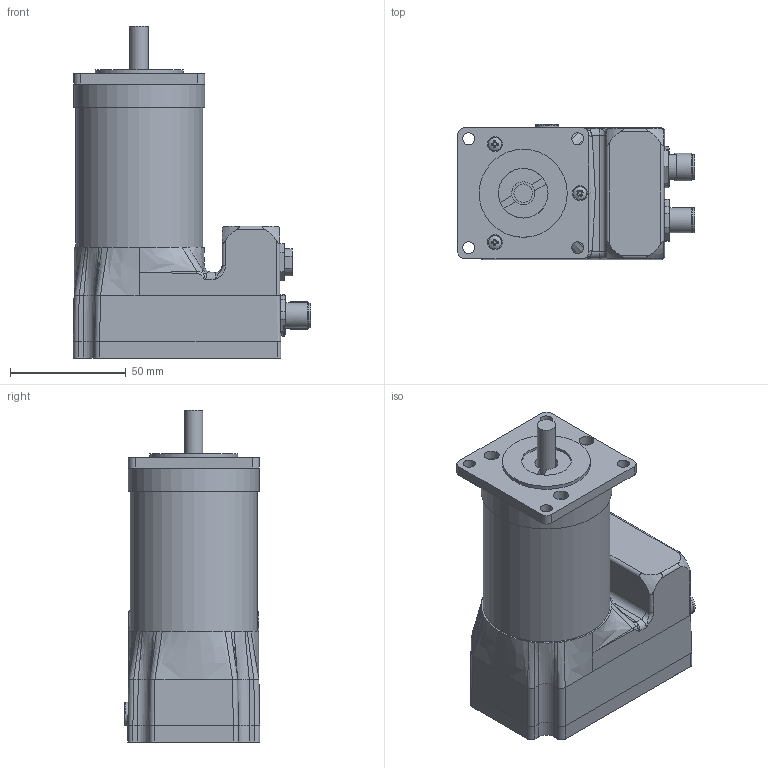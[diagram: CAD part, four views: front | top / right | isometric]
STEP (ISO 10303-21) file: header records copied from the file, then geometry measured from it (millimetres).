
FILE_DESCRIPTION(/* description */ (''),/* implementation_level */ '2;1');
FILE_NAME(/* name */ 'PD4-EB59CD-E-65-7.stp',/* time_stamp */ '2017-09-07T10:04:21+02:00',/* author */ ('angelika.schneid'),/* organization */ (''),/* preprocessor_version */ 'ST-DEVELOPER v16.5',/* originating_system */ 'Autodesk Inventor 2017',/* authorisation */ '');
FILE_SCHEMA (('AUTOMOTIVE_DESIGN { 1 0 10303 214 3 1 1 }'));
Length unit declared in the file: millimetre
Products named in the file (1): PD4-EB59CD-E-65-7
Bounding box: 102.65 x 58.49 x 143.6 mm (x, y, z)
Volume: 272045.3 mm3; surface area: 88080.3 mm2
Topology: 21 solids, 21 shells, 1308 faces, 3383 edges, 2191 vertices
Faces by surface type: plane 622, cylinder 412, cone 138, bspline 59, torus 54, sphere 23
Full cylindrical faces by diameter (mm): 0.217 x2, 0.434 x1, 0.63 x12, 1 x5, 1.1 x12, 1.2 x12, 1.3 x5, 1.567 x2, 1.7 x4, 2.013 x2, 2.459 x7, 2.693 x4, 2.75 x3, 3 x7, 3.4 x7, 5 x3, 5.2 x4, 5.5 x4, 6 x2, 6.35 x1, 6.5 x3, 8 x2, 10 x2, 10.5 x1, 10.7 x2, 10.75 x1, 10.9 x1, 12 x2, 15 x1, 15.1 x1
Entity records: 41533 total; most frequent: CARTESIAN_POINT 9686, DIRECTION 6509, ORIENTED_EDGE 6104, EDGE_CURVE 3052, AXIS2_PLACEMENT_3D 2416, VERTEX_POINT 2105, EDGE_LOOP 1695, LINE 1677
